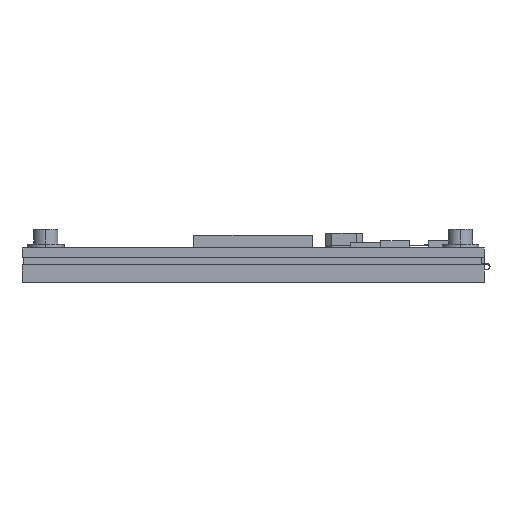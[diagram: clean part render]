
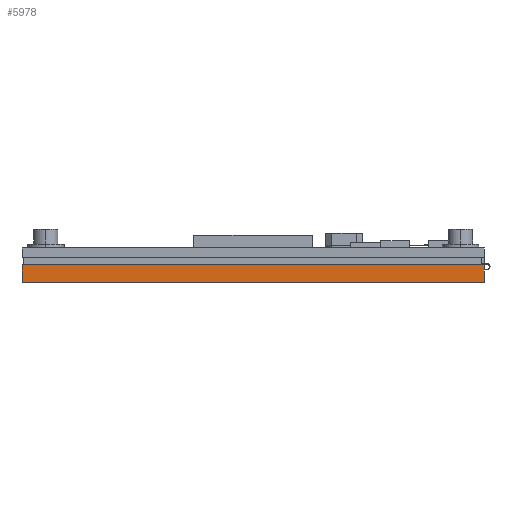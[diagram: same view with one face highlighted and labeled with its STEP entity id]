
A CAD part, left-side view. The second image highlights one B-rep face of the part: STEP entity #5978.
In plain terms, the highlighted face is planar.
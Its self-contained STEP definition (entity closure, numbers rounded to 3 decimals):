
#749 = PLANE ( 'NONE',  #4656 ) ;
#775 = LINE ( 'NONE', #8086, #11771 ) ;
#1281 = ORIENTED_EDGE ( 'NONE', *, *, #8583, .T. ) ;
#1459 = LINE ( 'NONE', #8726, #4805 ) ;
#1541 = VERTEX_POINT ( 'NONE', #14878 ) ;
#1738 = ORIENTED_EDGE ( 'NONE', *, *, #8215, .F. ) ;
#2215 = LINE ( 'NONE', #7256, #15588 ) ;
#2262 = DIRECTION ( 'NONE',  ( 0., 1., 0. ) ) ;
#2731 = CARTESIAN_POINT ( 'NONE',  ( 60.33, -40.14, 0. ) ) ;
#3297 = ORIENTED_EDGE ( 'NONE', *, *, #14684, .F. ) ;
#3304 = VERTEX_POINT ( 'NONE', #14536 ) ;
#3324 = DIRECTION ( 'NONE',  ( 1., 0., 0. ) ) ;
#4068 = VERTEX_POINT ( 'NONE', #2731 ) ;
#4656 = AXIS2_PLACEMENT_3D ( 'NONE', #15709, #3324, #2262 ) ;
#4805 = VECTOR ( 'NONE', #11511, 1000. ) ;
#4976 = CARTESIAN_POINT ( 'NONE',  ( 60.33, 35.66, 0. ) ) ;
#5805 = EDGE_CURVE ( 'NONE', #1541, #4068, #2215, .T. ) ;
#5978 = ADVANCED_FACE ( 'NONE', ( #9690 ), #749, .T. ) ;
#6067 = LINE ( 'NONE', #6230, #10454 ) ;
#6230 = CARTESIAN_POINT ( 'NONE',  ( 60.33, 35.66, 2.95 ) ) ;
#7256 = CARTESIAN_POINT ( 'NONE',  ( 60.33, -40.14, 2.95 ) ) ;
#7509 = DIRECTION ( 'NONE',  ( 0., 0., -1. ) ) ;
#7815 = VERTEX_POINT ( 'NONE', #4976 ) ;
#8086 = CARTESIAN_POINT ( 'NONE',  ( 60.33, 0., 2.95 ) ) ;
#8215 = EDGE_CURVE ( 'NONE', #3304, #7815, #6067, .T. ) ;
#8583 = EDGE_CURVE ( 'NONE', #3304, #1541, #775, .T. ) ;
#8726 = CARTESIAN_POINT ( 'NONE',  ( 60.33, 0., 0. ) ) ;
#9690 = FACE_OUTER_BOUND ( 'NONE', #14467, .T. ) ;
#10454 = VECTOR ( 'NONE', #11392, 1000. ) ;
#10619 = DIRECTION ( 'NONE',  ( 0., -1., 0. ) ) ;
#11392 = DIRECTION ( 'NONE',  ( 0., 0., -1. ) ) ;
#11511 = DIRECTION ( 'NONE',  ( 0., -1., 0. ) ) ;
#11771 = VECTOR ( 'NONE', #10619, 1000. ) ;
#13554 = ORIENTED_EDGE ( 'NONE', *, *, #5805, .T. ) ;
#14467 = EDGE_LOOP ( 'NONE', ( #3297, #1738, #1281, #13554 ) ) ;
#14536 = CARTESIAN_POINT ( 'NONE',  ( 60.33, 35.66, 2.95 ) ) ;
#14684 = EDGE_CURVE ( 'NONE', #7815, #4068, #1459, .T. ) ;
#14878 = CARTESIAN_POINT ( 'NONE',  ( 60.33, -40.14, 2.95 ) ) ;
#15588 = VECTOR ( 'NONE', #7509, 1000. ) ;
#15709 = CARTESIAN_POINT ( 'NONE',  ( 60.33, 0., 2.95 ) ) ;
